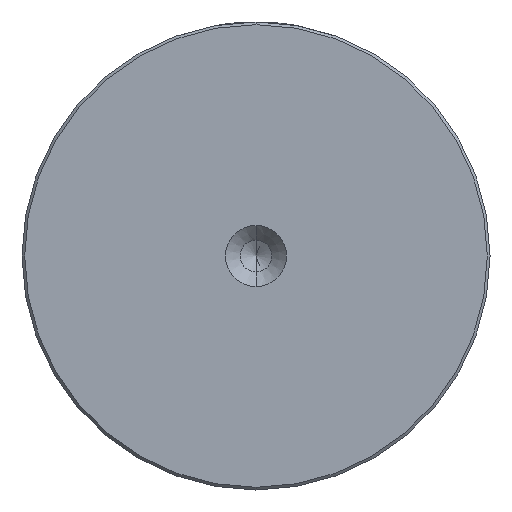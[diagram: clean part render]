
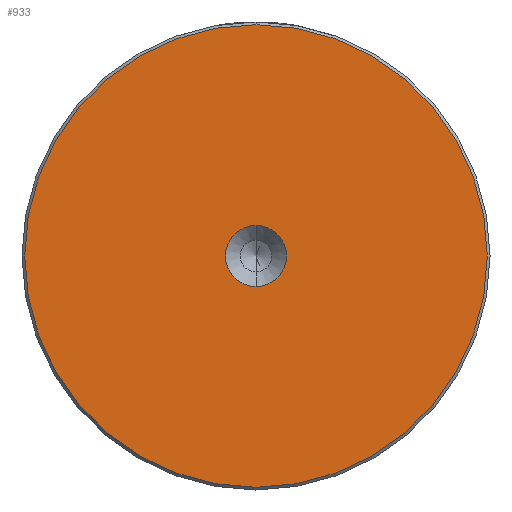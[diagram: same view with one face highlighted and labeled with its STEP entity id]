
A CAD part, left-side view. The second image highlights one B-rep face of the part: STEP entity #933.
In plain terms, the highlighted planar face has unit normal (-1, 0, 0).
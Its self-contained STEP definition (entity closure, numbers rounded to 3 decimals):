
#46 = AXIS2_PLACEMENT_3D ( 'NONE', #2130, #2106, #2097 ) ;
#152 = EDGE_CURVE ( 'NONE', #1729, #1663, #2166, .T. ) ;
#384 = AXIS2_PLACEMENT_3D ( 'NONE', #2402, #2390, #2379 ) ;
#422 = CARTESIAN_POINT ( 'NONE',  ( 0., 0., 42.5 ) ) ;
#588 = AXIS2_PLACEMENT_3D ( 'NONE', #1352, #1168, #1161 ) ;
#638 = EDGE_CURVE ( 'NONE', #1550, #2517, #1923, .T. ) ;
#768 = AXIS2_PLACEMENT_3D ( 'NONE', #2471, #2324, #2315 ) ;
#816 = EDGE_CURVE ( 'NONE', #1663, #1729, #1913, .T. ) ;
#861 = CARTESIAN_POINT ( 'NONE',  ( 0., 0., -5.6 ) ) ;
#905 = DIRECTION ( 'NONE',  ( -1., 0., 0. ) ) ;
#933 = ADVANCED_FACE ( 'NONE', ( #1328, #1839 ), #1277, .T. ) ;
#944 = ORIENTED_EDGE ( 'NONE', *, *, #638, .T. ) ;
#947 = EDGE_LOOP ( 'NONE', ( #1513, #944 ) ) ;
#1042 = EDGE_CURVE ( 'NONE', #2517, #1550, #1075, .T. ) ;
#1075 = CIRCLE ( 'NONE', #1760, 42.5 ) ;
#1077 = CARTESIAN_POINT ( 'NONE',  ( 0., 0., 5.6 ) ) ;
#1161 = DIRECTION ( 'NONE',  ( 0., 0., 1. ) ) ;
#1168 = DIRECTION ( 'NONE',  ( -1., 0., 0. ) ) ;
#1277 = PLANE ( 'NONE',  #588 ) ;
#1311 = EDGE_LOOP ( 'NONE', ( #2534, #1954 ) ) ;
#1328 = FACE_OUTER_BOUND ( 'NONE', #947, .T. ) ;
#1352 = CARTESIAN_POINT ( 'NONE',  ( 0., 0., 0. ) ) ;
#1425 = CARTESIAN_POINT ( 'NONE',  ( 0., 0., -42.5 ) ) ;
#1513 = ORIENTED_EDGE ( 'NONE', *, *, #1042, .T. ) ;
#1550 = VERTEX_POINT ( 'NONE', #422 ) ;
#1663 = VERTEX_POINT ( 'NONE', #861 ) ;
#1729 = VERTEX_POINT ( 'NONE', #1077 ) ;
#1760 = AXIS2_PLACEMENT_3D ( 'NONE', #2093, #905, #2086 ) ;
#1839 = FACE_BOUND ( 'NONE', #1311, .T. ) ;
#1913 = CIRCLE ( 'NONE', #46, 5.6 ) ;
#1923 = CIRCLE ( 'NONE', #768, 42.5 ) ;
#1954 = ORIENTED_EDGE ( 'NONE', *, *, #816, .F. ) ;
#2086 = DIRECTION ( 'NONE',  ( 0., 0., 1. ) ) ;
#2093 = CARTESIAN_POINT ( 'NONE',  ( 0., 0., 0. ) ) ;
#2097 = DIRECTION ( 'NONE',  ( 0., 0., 1. ) ) ;
#2106 = DIRECTION ( 'NONE',  ( -1., 0., 0. ) ) ;
#2130 = CARTESIAN_POINT ( 'NONE',  ( 0., 0., 0. ) ) ;
#2166 = CIRCLE ( 'NONE', #384, 5.6 ) ;
#2315 = DIRECTION ( 'NONE',  ( 0., 0., 1. ) ) ;
#2324 = DIRECTION ( 'NONE',  ( -1., 0., 0. ) ) ;
#2379 = DIRECTION ( 'NONE',  ( 0., 0., 1. ) ) ;
#2390 = DIRECTION ( 'NONE',  ( -1., 0., 0. ) ) ;
#2402 = CARTESIAN_POINT ( 'NONE',  ( 0., 0., 0. ) ) ;
#2471 = CARTESIAN_POINT ( 'NONE',  ( 0., 0., 0. ) ) ;
#2517 = VERTEX_POINT ( 'NONE', #1425 ) ;
#2534 = ORIENTED_EDGE ( 'NONE', *, *, #152, .F. ) ;
